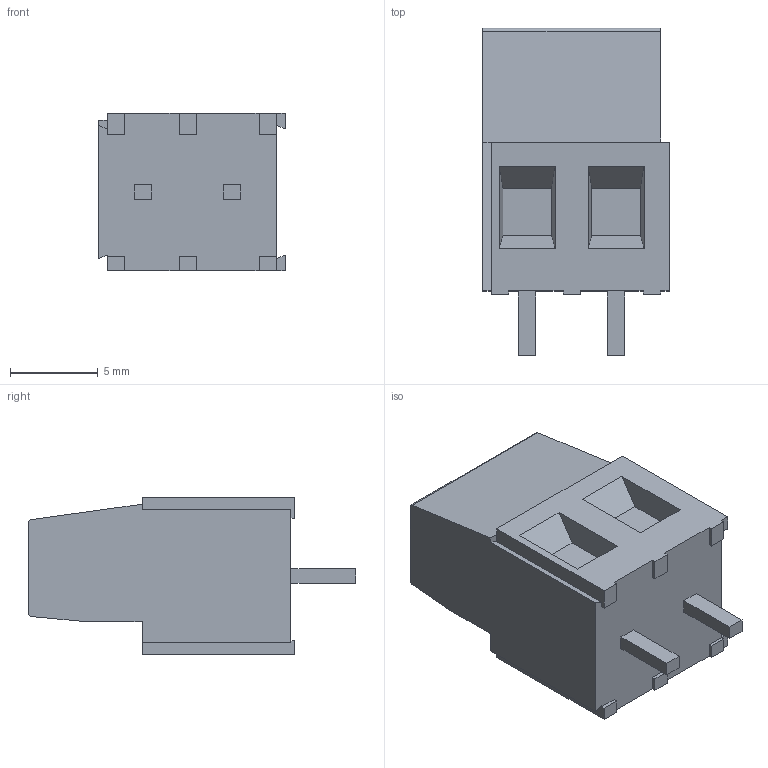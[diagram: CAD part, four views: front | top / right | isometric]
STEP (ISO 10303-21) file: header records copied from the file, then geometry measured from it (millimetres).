
FILE_DESCRIPTION((''),'2;1');
FILE_NAME('C-282841-2','2009-03-21T',('workeradm'),('Tyco Electronics Corporation'),'PRO/ENGINEER BY PARAMETRIC TECHNOLOGY CORPORATION, 2007390','PRO/ENGINEER BY PARAMETRIC TECHNOLOGY CORPORATION, 2007390','');
FILE_SCHEMA(('AUTOMOTIVE_DESIGN { 1 0 10303 214 1 1 1 1 }'));
Length unit declared in the file: millimetre
Products named in the file (1): C-282841-2
Bounding box: 10.66 x 18.7 x 9 mm (x, y, z)
Volume: 1121.6 mm3; surface area: 850.8 mm2
Topology: 1 solids, 1 shells, 104 faces, 257 edges, 171 vertices
Faces by surface type: plane 90, torus 8, cylinder 6
Entity records: 4016 total; most frequent: CARTESIAN_POINT 637, ORIENTED_EDGE 514, DIRECTION 493, PRESENTATION_STYLE_ASSIGNMENT 258, STYLED_ITEM 258, CURVE_STYLE 257, EDGE_CURVE 257, VECTOR 213
